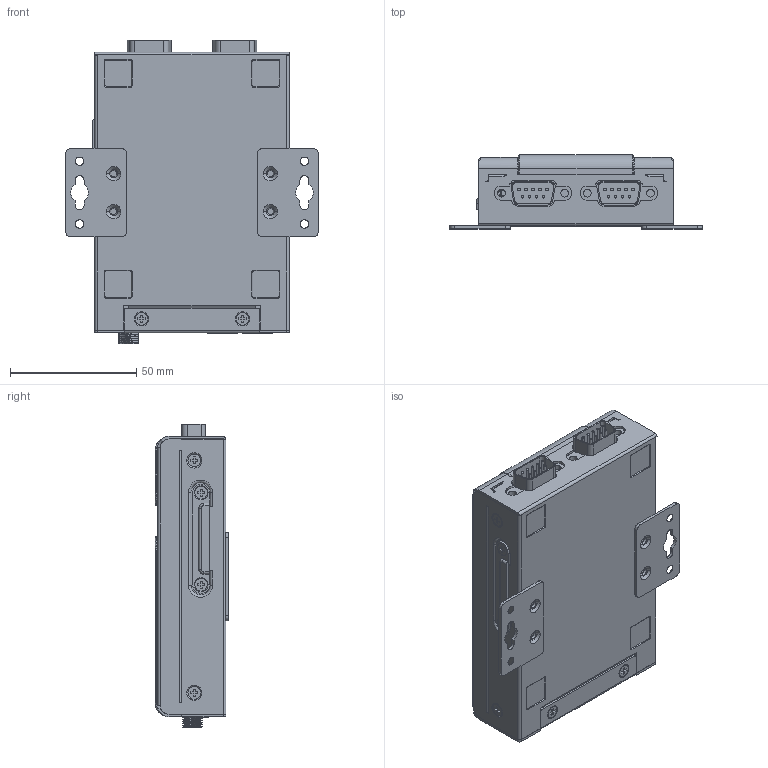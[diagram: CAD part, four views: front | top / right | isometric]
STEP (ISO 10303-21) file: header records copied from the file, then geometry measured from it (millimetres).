
FILE_DESCRIPTION((''),'2;1');
FILE_NAME('NPORT6250-SC_SAT-2','2013-12-16T',('Sam_Liu'),(''),'PRO/ENGINEER BY PARAMETRIC TECHNOLOGY CORPORATION, 2013230','PRO/ENGINEER BY PARAMETRIC TECHNOLOGY CORPORATION, 2013230','');
FILE_SCHEMA(('CONFIG_CONTROL_DESIGN'));
Length unit declared in the file: millimetre
Products named in the file (1): NPORT6250-SC_SAT-2
Bounding box: 100 x 29.2 x 120.3 mm (x, y, z)
Volume: 65316.4 mm3; surface area: 95729.3 mm2
Topology: 13 solids, 14 shells, 1764 faces, 4486 edges, 2891 vertices
Faces by surface type: plane 1060, cylinder 526, torus 70, cone 68, bspline 40
Entity records: 55759 total; most frequent: CARTESIAN_POINT 12216, DIRECTION 9034, ORIENTED_EDGE 8972, EDGE_CURVE 4486, VECTOR 3070, LINE 3070, AXIS2_PLACEMENT_3D 2982, VERTEX_POINT 2891
